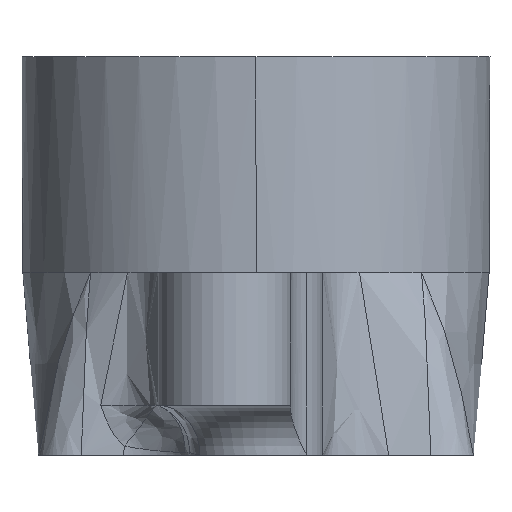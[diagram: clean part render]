
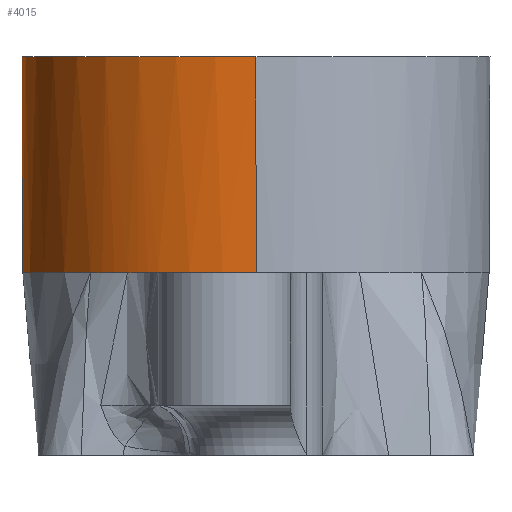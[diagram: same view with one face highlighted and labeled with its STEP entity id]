
A CAD part, left-side view. The second image highlights one B-rep face of the part: STEP entity #4015.
In plain terms, the highlighted cylindrical face has radius 7.05 mm (diameter 14.1 mm), a partial arc.
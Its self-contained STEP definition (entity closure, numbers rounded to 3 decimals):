
#105 = CIRCLE ( 'NONE', #641, 7.05 ) ;
#140 = DIRECTION ( 'NONE',  ( 1., 0., 0. ) ) ;
#144 = CIRCLE ( 'NONE', #2829, 7.05 ) ;
#145 = EDGE_CURVE ( 'NONE', #1222, #3324, #144, .T. ) ;
#155 = VERTEX_POINT ( 'NONE', #1627 ) ;
#161 = CARTESIAN_POINT ( 'NONE',  ( -7.05, 0., 39.94 ) ) ;
#227 = EDGE_CURVE ( 'NONE', #1678, #1222, #1288, .T. ) ;
#249 = DIRECTION ( 'NONE',  ( 0., 0., 1. ) ) ;
#343 = CARTESIAN_POINT ( 'NONE',  ( 0., 0., 5.5 ) ) ;
#372 = AXIS2_PLACEMENT_3D ( 'NONE', #1452, #2061, #140 ) ;
#373 = EDGE_CURVE ( 'NONE', #3366, #2776, #968, .T. ) ;
#430 = CYLINDRICAL_SURFACE ( 'NONE', #753, 7.05 ) ;
#522 = CARTESIAN_POINT ( 'NONE',  ( -6.603, 2.483, 5.5 ) ) ;
#589 = CARTESIAN_POINT ( 'NONE',  ( -5.895, 3.867, 5.5 ) ) ;
#618 = B_SPLINE_CURVE_WITH_KNOTS ( 'NONE', 3,
 ( #2312, #3474, #913, #2830, #1368, #3595 ),
 .UNSPECIFIED., .F., .F.,
 ( 4, 2, 4 ),
 ( 0., 0.3, 0.6 ),
 .UNSPECIFIED. ) ;
#641 = AXIS2_PLACEMENT_3D ( 'NONE', #3361, #2187, #4028 ) ;
#670 = CARTESIAN_POINT ( 'NONE',  ( -6.403, 2.95, 5.5 ) ) ;
#728 = ORIENTED_EDGE ( 'NONE', *, *, #2246, .T. ) ;
#747 = ORIENTED_EDGE ( 'NONE', *, *, #3000, .T. ) ;
#753 = AXIS2_PLACEMENT_3D ( 'NONE', #2035, #1317, #1680 ) ;
#825 = CARTESIAN_POINT ( 'NONE',  ( -6.509, 2.72, 5.5 ) ) ;
#868 = CARTESIAN_POINT ( 'NONE',  ( -6.995, 1.014, 5.5 ) ) ;
#913 = CARTESIAN_POINT ( 'NONE',  ( 6.778, 2.006, 5.5 ) ) ;
#968 = CIRCLE ( 'NONE', #2710, 7.05 ) ;
#1006 = DIRECTION ( 'NONE',  ( 1., 0., 0. ) ) ;
#1025 = CIRCLE ( 'NONE', #1487, 7.05 ) ;
#1048 = DIRECTION ( 'NONE',  ( -1., 0., 0. ) ) ;
#1087 = VERTEX_POINT ( 'NONE', #1625 ) ;
#1096 = ORIENTED_EDGE ( 'NONE', *, *, #3081, .T. ) ;
#1112 = CARTESIAN_POINT ( 'NONE',  ( 5.894, 3.869, 5.5 ) ) ;
#1189 = CARTESIAN_POINT ( 'NONE',  ( -7.05, 0.508, 5.5 ) ) ;
#1222 = VERTEX_POINT ( 'NONE', #2765 ) ;
#1268 = CARTESIAN_POINT ( 'NONE',  ( 0., 0., 5.5 ) ) ;
#1288 = B_SPLINE_CURVE_WITH_KNOTS ( 'NONE', 3,
 ( #2808, #3451, #589, #2535 ),
 .UNSPECIFIED., .F., .F.,
 ( 4, 4 ),
 ( 0., 0. ),
 .UNSPECIFIED. ) ;
#1296 = EDGE_CURVE ( 'NONE', #2069, #155, #1025, .T. ) ;
#1317 = DIRECTION ( 'NONE',  ( 0., 0., -1. ) ) ;
#1345 = EDGE_CURVE ( 'NONE', #2923, #4005, #618, .T. ) ;
#1363 = DIRECTION ( 'NONE',  ( 0., 0., 1. ) ) ;
#1368 = CARTESIAN_POINT ( 'NONE',  ( 7.05, 0.509, 5.5 ) ) ;
#1450 = CIRCLE ( 'NONE', #372, 7.05 ) ;
#1452 = CARTESIAN_POINT ( 'NONE',  ( 0., 0., 5.5 ) ) ;
#1484 = EDGE_CURVE ( 'NONE', #1087, #2828, #2815, .T. ) ;
#1487 = AXIS2_PLACEMENT_3D ( 'NONE', #2627, #2240, #1048 ) ;
#1620 = VERTEX_POINT ( 'NONE', #2476 ) ;
#1625 = CARTESIAN_POINT ( 'NONE',  ( 5.896, 3.864, 5.5 ) ) ;
#1627 = CARTESIAN_POINT ( 'NONE',  ( 7.05, 0., 12. ) ) ;
#1640 = ORIENTED_EDGE ( 'NONE', *, *, #227, .T. ) ;
#1661 = CARTESIAN_POINT ( 'NONE',  ( 0., 0., 5.5 ) ) ;
#1678 = VERTEX_POINT ( 'NONE', #1926 ) ;
#1680 = DIRECTION ( 'NONE',  ( -1., 0., 0. ) ) ;
#1721 = CARTESIAN_POINT ( 'NONE',  ( 4.985, 4.985, 5.5 ) ) ;
#1761 = ORIENTED_EDGE ( 'NONE', *, *, #3054, .F. ) ;
#1780 = CARTESIAN_POINT ( 'NONE',  ( 5.892, 3.871, 5.5 ) ) ;
#1816 = CARTESIAN_POINT ( 'NONE',  ( -6.832, 1.758, 5.5 ) ) ;
#1926 = CARTESIAN_POINT ( 'NONE',  ( -5.892, 3.871, 5.5 ) ) ;
#1995 = ORIENTED_EDGE ( 'NONE', *, *, #1484, .T. ) ;
#2035 = CARTESIAN_POINT ( 'NONE',  ( 0., 0., 39.94 ) ) ;
#2052 = VECTOR ( 'NONE', #3048, 1000. ) ;
#2061 = DIRECTION ( 'NONE',  ( 0., 0., 1. ) ) ;
#2069 = VERTEX_POINT ( 'NONE', #3927 ) ;
#2107 = CARTESIAN_POINT ( 'NONE',  ( 5.895, 3.867, 5.5 ) ) ;
#2156 = ORIENTED_EDGE ( 'NONE', *, *, #373, .T. ) ;
#2187 = DIRECTION ( 'NONE',  ( 0., 0., 1. ) ) ;
#2240 = DIRECTION ( 'NONE',  ( 0., 0., -1. ) ) ;
#2246 = EDGE_CURVE ( 'NONE', #2776, #1678, #105, .T. ) ;
#2312 = CARTESIAN_POINT ( 'NONE',  ( 6.403, 2.95, 5.5 ) ) ;
#2388 = EDGE_CURVE ( 'NONE', #155, #4005, #2632, .T. ) ;
#2437 = AXIS2_PLACEMENT_3D ( 'NONE', #1661, #2925, #4006 ) ;
#2476 = CARTESIAN_POINT ( 'NONE',  ( -7.05, 0., 5.5 ) ) ;
#2535 = CARTESIAN_POINT ( 'NONE',  ( -5.896, 3.864, 5.5 ) ) ;
#2627 = CARTESIAN_POINT ( 'NONE',  ( 0., 0., 12. ) ) ;
#2632 = LINE ( 'NONE', #3316, #3570 ) ;
#2710 = AXIS2_PLACEMENT_3D ( 'NONE', #1268, #249, #2861 ) ;
#2724 = ORIENTED_EDGE ( 'NONE', *, *, #1345, .F. ) ;
#2765 = CARTESIAN_POINT ( 'NONE',  ( -5.896, 3.864, 5.5 ) ) ;
#2776 = VERTEX_POINT ( 'NONE', #3851 ) ;
#2808 = CARTESIAN_POINT ( 'NONE',  ( -5.892, 3.871, 5.5 ) ) ;
#2815 = B_SPLINE_CURVE_WITH_KNOTS ( 'NONE', 3,
 ( #3999, #2107, #1112, #1780 ),
 .UNSPECIFIED., .F., .F.,
 ( 4, 4 ),
 ( 0., 0. ),
 .UNSPECIFIED. ) ;
#2828 = VERTEX_POINT ( 'NONE', #3301 ) ;
#2829 = AXIS2_PLACEMENT_3D ( 'NONE', #343, #1363, #1006 ) ;
#2830 = CARTESIAN_POINT ( 'NONE',  ( 6.995, 1.014, 5.5 ) ) ;
#2861 = DIRECTION ( 'NONE',  ( 1., 0., 0. ) ) ;
#2923 = VERTEX_POINT ( 'NONE', #3604 ) ;
#2925 = DIRECTION ( 'NONE',  ( 0., 0., 1. ) ) ;
#2978 = ORIENTED_EDGE ( 'NONE', *, *, #3674, .F. ) ;
#3000 = EDGE_CURVE ( 'NONE', #2828, #3366, #3988, .T. ) ;
#3018 = ORIENTED_EDGE ( 'NONE', *, *, #1296, .T. ) ;
#3048 = DIRECTION ( 'NONE',  ( 0., 0., -1. ) ) ;
#3054 = EDGE_CURVE ( 'NONE', #2069, #1620, #3318, .T. ) ;
#3081 = EDGE_CURVE ( 'NONE', #2923, #1087, #1450, .T. ) ;
#3141 = EDGE_LOOP ( 'NONE', ( #3018, #3724, #2724, #1096, #1995, #747, #2156, #728, #1640, #3675, #2978, #1761 ) ) ;
#3228 = FACE_OUTER_BOUND ( 'NONE', #3141, .T. ) ;
#3270 = DIRECTION ( 'NONE',  ( 0., 0., -1. ) ) ;
#3293 = B_SPLINE_CURVE_WITH_KNOTS ( 'NONE', 3,
 ( #3687, #1189, #868, #1816, #3341, #522, #825, #4051 ),
 .UNSPECIFIED., .F., .F.,
 ( 4, 2, 2, 4 ),
 ( 0.5, 0.534, 0.552, 0.569 ),
 .UNSPECIFIED. ) ;
#3301 = CARTESIAN_POINT ( 'NONE',  ( 5.892, 3.871, 5.5 ) ) ;
#3316 = CARTESIAN_POINT ( 'NONE',  ( 7.05, 0., 39.94 ) ) ;
#3318 = LINE ( 'NONE', #161, #2052 ) ;
#3324 = VERTEX_POINT ( 'NONE', #670 ) ;
#3341 = CARTESIAN_POINT ( 'NONE',  ( -6.765, 2.002, 5.5 ) ) ;
#3361 = CARTESIAN_POINT ( 'NONE',  ( 0., 0., 5.5 ) ) ;
#3366 = VERTEX_POINT ( 'NONE', #1721 ) ;
#3451 = CARTESIAN_POINT ( 'NONE',  ( -5.894, 3.869, 5.5 ) ) ;
#3474 = CARTESIAN_POINT ( 'NONE',  ( 6.616, 2.487, 5.5 ) ) ;
#3570 = VECTOR ( 'NONE', #3270, 1000. ) ;
#3595 = CARTESIAN_POINT ( 'NONE',  ( 7.05, 0., 5.5 ) ) ;
#3604 = CARTESIAN_POINT ( 'NONE',  ( 6.403, 2.95, 5.5 ) ) ;
#3674 = EDGE_CURVE ( 'NONE', #1620, #3324, #3293, .T. ) ;
#3675 = ORIENTED_EDGE ( 'NONE', *, *, #145, .T. ) ;
#3687 = CARTESIAN_POINT ( 'NONE',  ( -7.05, 0., 5.5 ) ) ;
#3724 = ORIENTED_EDGE ( 'NONE', *, *, #2388, .T. ) ;
#3851 = CARTESIAN_POINT ( 'NONE',  ( -4.985, 4.985, 5.5 ) ) ;
#3883 = CARTESIAN_POINT ( 'NONE',  ( 7.05, 0., 5.5 ) ) ;
#3927 = CARTESIAN_POINT ( 'NONE',  ( -7.05, 0., 12. ) ) ;
#3988 = CIRCLE ( 'NONE', #2437, 7.05 ) ;
#3999 = CARTESIAN_POINT ( 'NONE',  ( 5.896, 3.864, 5.5 ) ) ;
#4005 = VERTEX_POINT ( 'NONE', #3883 ) ;
#4006 = DIRECTION ( 'NONE',  ( 1., 0., 0. ) ) ;
#4015 = ADVANCED_FACE ( 'NONE', ( #3228 ), #430, .T. ) ;
#4028 = DIRECTION ( 'NONE',  ( 1., 0., 0. ) ) ;
#4051 = CARTESIAN_POINT ( 'NONE',  ( -6.403, 2.95, 5.5 ) ) ;
